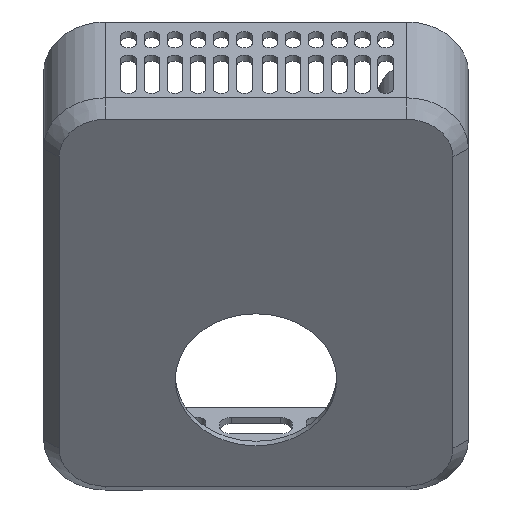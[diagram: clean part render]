
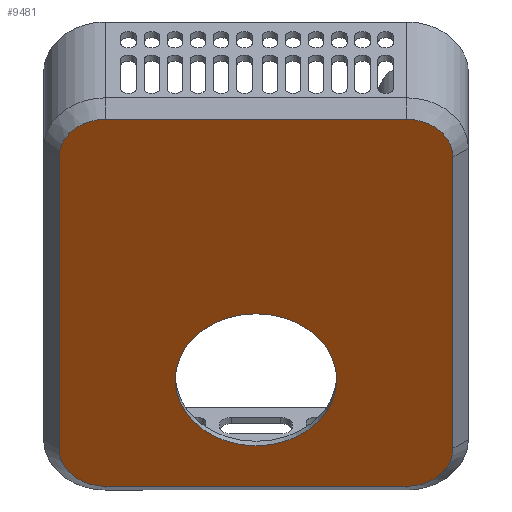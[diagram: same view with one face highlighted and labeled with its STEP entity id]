
A CAD part, isometric view. The second image highlights one B-rep face of the part: STEP entity #9481.
In plain terms, the highlighted planar face has unit normal (-0.707, -0.707, 0).
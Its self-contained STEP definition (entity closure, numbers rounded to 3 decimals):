
#18=FACE_BOUND('',#2867,.T.);
#506=LINE('',#13966,#1443);
#507=LINE('',#13970,#1444);
#508=LINE('',#13974,#1445);
#509=LINE('',#13977,#1446);
#1443=VECTOR('',#11109,10.);
#1444=VECTOR('',#11112,10.);
#1445=VECTOR('',#11115,10.);
#1446=VECTOR('',#11118,10.);
#2378=FACE_OUTER_BOUND('',#2866,.T.);
#2866=EDGE_LOOP('',(#6513,#6514,#6515,#6516,#6517,#6518,#6519,#6520));
#2867=EDGE_LOOP('',(#6521));
#3573=CIRCLE('',#10015,6.);
#3574=CIRCLE('',#10016,6.);
#3575=CIRCLE('',#10017,6.);
#3576=CIRCLE('',#10018,6.);
#3577=CIRCLE('',#10019,10.462);
#4068=VERTEX_POINT('',#13962);
#4069=VERTEX_POINT('',#13963);
#4070=VERTEX_POINT('',#13965);
#4071=VERTEX_POINT('',#13967);
#4072=VERTEX_POINT('',#13969);
#4073=VERTEX_POINT('',#13971);
#4074=VERTEX_POINT('',#13973);
#4075=VERTEX_POINT('',#13975);
#4076=VERTEX_POINT('',#13978);
#5035=EDGE_CURVE('',#4068,#4069,#3573,.T.);
#5036=EDGE_CURVE('',#4070,#4068,#506,.T.);
#5037=EDGE_CURVE('',#4071,#4070,#3574,.T.);
#5038=EDGE_CURVE('',#4072,#4071,#507,.T.);
#5039=EDGE_CURVE('',#4073,#4072,#3575,.T.);
#5040=EDGE_CURVE('',#4074,#4073,#508,.T.);
#5041=EDGE_CURVE('',#4075,#4074,#3576,.T.);
#5042=EDGE_CURVE('',#4069,#4075,#509,.T.);
#5043=EDGE_CURVE('',#4076,#4076,#3577,.T.);
#6513=ORIENTED_EDGE('',*,*,#5035,.F.);
#6514=ORIENTED_EDGE('',*,*,#5036,.F.);
#6515=ORIENTED_EDGE('',*,*,#5037,.F.);
#6516=ORIENTED_EDGE('',*,*,#5038,.F.);
#6517=ORIENTED_EDGE('',*,*,#5039,.F.);
#6518=ORIENTED_EDGE('',*,*,#5040,.F.);
#6519=ORIENTED_EDGE('',*,*,#5041,.F.);
#6520=ORIENTED_EDGE('',*,*,#5042,.F.);
#6521=ORIENTED_EDGE('',*,*,#5043,.T.);
#9215=PLANE('',#10014);
#9481=ADVANCED_FACE('',(#2378,#18),#9215,.T.);
#10014=AXIS2_PLACEMENT_3D('',#13961,#11105,#11106);
#10015=AXIS2_PLACEMENT_3D('',#13964,#11107,#11108);
#10016=AXIS2_PLACEMENT_3D('',#13968,#11110,#11111);
#10017=AXIS2_PLACEMENT_3D('',#13972,#11113,#11114);
#10018=AXIS2_PLACEMENT_3D('',#13976,#11116,#11117);
#10019=AXIS2_PLACEMENT_3D('',#13979,#11119,#11120);
#11105=DIRECTION('center_axis',(-0.707,-0.707,0.));
#11106=DIRECTION('ref_axis',(0.707,-0.707,0.));
#11107=DIRECTION('center_axis',(0.707,0.707,0.));
#11108=DIRECTION('ref_axis',(0.5,-0.5,-0.707));
#11109=DIRECTION('',(0.,0.,-1.));
#11110=DIRECTION('center_axis',(0.707,0.707,0.));
#11111=DIRECTION('ref_axis',(0.5,-0.5,0.707));
#11112=DIRECTION('',(0.707,-0.707,0.));
#11113=DIRECTION('center_axis',(0.707,0.707,0.));
#11114=DIRECTION('ref_axis',(-0.5,0.5,0.707));
#11115=DIRECTION('',(0.,0.,1.));
#11116=DIRECTION('center_axis',(0.707,0.707,0.));
#11117=DIRECTION('ref_axis',(-0.5,0.5,-0.707));
#11118=DIRECTION('',(-0.707,0.707,0.));
#11119=DIRECTION('center_axis',(0.707,0.707,0.));
#11120=DIRECTION('ref_axis',(0.707,-0.707,0.));
#13961=CARTESIAN_POINT('Origin',(-61.66,-22.769,0.));
#13962=CARTESIAN_POINT('',(-24.183,-60.245,8.));
#13963=CARTESIAN_POINT('',(-28.426,-56.003,2.));
#13964=CARTESIAN_POINT('Origin',(-28.426,-56.003,8.));
#13965=CARTESIAN_POINT('',(-24.183,-60.245,54.2));
#13966=CARTESIAN_POINT('',(-24.183,-60.245,4.));
#13967=CARTESIAN_POINT('',(-28.426,-56.003,60.2));
#13968=CARTESIAN_POINT('Origin',(-28.426,-56.003,54.2));
#13969=CARTESIAN_POINT('',(-56.003,-28.426,60.2));
#13970=CARTESIAN_POINT('',(-45.043,-39.386,60.2));
#13971=CARTESIAN_POINT('',(-60.245,-24.183,54.2));
#13972=CARTESIAN_POINT('Origin',(-56.003,-28.426,54.2));
#13973=CARTESIAN_POINT('',(-60.245,-24.183,8.));
#13974=CARTESIAN_POINT('',(-60.245,-24.183,27.1));
#13975=CARTESIAN_POINT('',(-56.003,-28.426,2.));
#13976=CARTESIAN_POINT('Origin',(-56.003,-28.426,8.));
#13977=CARTESIAN_POINT('',(-58.831,-25.597,2.));
#13978=CARTESIAN_POINT('',(-49.612,-34.817,18.896));
#13979=CARTESIAN_POINT('Origin',(-42.214,-42.214,18.896));
